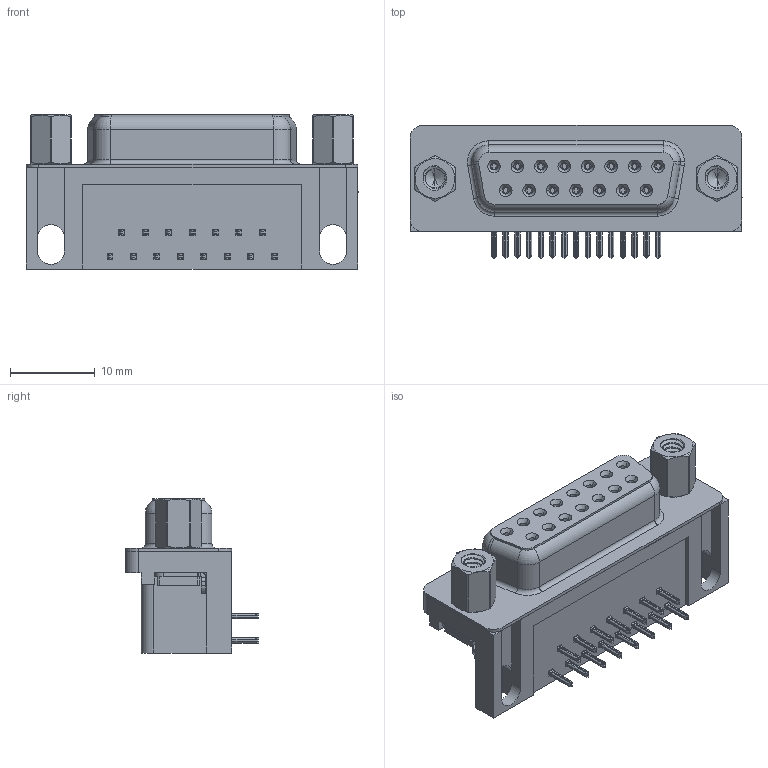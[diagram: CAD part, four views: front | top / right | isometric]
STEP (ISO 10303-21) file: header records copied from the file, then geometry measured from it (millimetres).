
FILE_DESCRIPTION (( 'STEP AP203' ), '1' );
FILE_NAME ('622-015-260-003.STEP', '2018-11-06T03:15:52', ( '' ), ( '' ), 'SwSTEP 2.0', 'SolidWorks 2016', '' );
FILE_SCHEMA (( 'CONFIG_CONTROL_DESIGN' ));
Length unit declared in the file: millimetre
Products named in the file (8): 622 4-40 Threaded Rivet; 622 4-40 Hex Standoff 5; 622-015-260-003; 622 Housing_15 Socket; 622 Shell_15 Socket; 622 Socket Bottom; 622 Contact Top; 622 Non Board Mount
Assembly tree (23 placements, depth 2):
  622-015-260-003
    622 Housing_15 Socket
    622 Shell_15 Socket
    622 Socket Bottom  x7
    622 Contact Top  x8
    622 Non Board Mount  x2
    622 4-40 Threaded Rivet  x2
    622 4-40 Hex Standoff 5  x2
Bounding box: 39.22 x 15.73 x 18.2 mm (x, y, z)
Volume: 5354.1 mm3; surface area: 6996.2 mm2
Topology: 23 solids, 23 shells, 2543 faces, 6686 edges, 4204 vertices
Faces by surface type: plane 1096, cylinder 665, bspline 530, cone 214, torus 38
Entity records: 30684 total; most frequent: CARTESIAN_POINT 11798, ORIENTED_EDGE 3850, DIRECTION 3368, EDGE_CURVE 1925, VERTEX_POINT 1228, VECTOR 1132, LINE 1132, AXIS2_PLACEMENT_3D 1118
